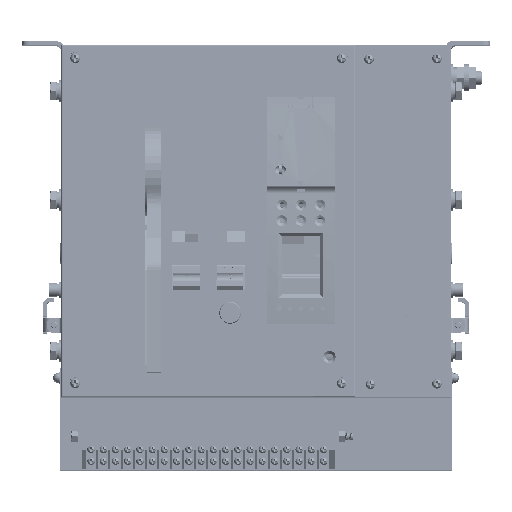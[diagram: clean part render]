
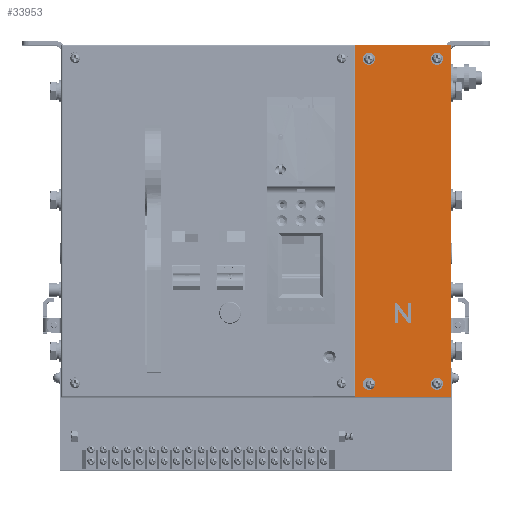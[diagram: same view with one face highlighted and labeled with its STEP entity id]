
A CAD part, left-side view. The second image highlights one B-rep face of the part: STEP entity #33953.
In plain terms, the highlighted planar face has unit normal (-1, 0, 0.005).
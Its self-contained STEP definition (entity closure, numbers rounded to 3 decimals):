
#2792=DIRECTION('',(-0.005,0.,-1.));
#2793=VECTOR('',#2792,259.);
#2794=CARTESIAN_POINT('',(-178.825,35.5,0.874));
#2795=LINE('',#2794,#2793);
#2804=DIRECTION('',(0.,-1.,0.));
#2805=VECTOR('',#2804,70.);
#2806=CARTESIAN_POINT('',(-178.825,35.5,0.874));
#2807=LINE('',#2806,#2805);
#2808=DIRECTION('',(-0.005,0.,-1.));
#2809=VECTOR('',#2808,259.);
#2810=CARTESIAN_POINT('',(-178.825,-34.5,0.874));
#2811=LINE('',#2810,#2809);
#2812=DIRECTION('',(0.,1.,0.));
#2813=VECTOR('',#2812,70.);
#2814=CARTESIAN_POINT('',(-180.179,-34.5,-258.123));
#2815=LINE('',#2814,#2813);
#2816=CARTESIAN_POINT('',(-180.127,-24.5,-248.123));
#2817=DIRECTION('',(-1.,0.,0.005));
#2818=DIRECTION('',(0.005,0.,1.));
#2819=AXIS2_PLACEMENT_3D('',#2816,#2817,#2818);
#2821=CARTESIAN_POINT('',(-180.127,-24.5,-248.123));
#2822=DIRECTION('',(-1.,0.,0.005));
#2823=DIRECTION('',(-0.005,0.,-1.));
#2824=AXIS2_PLACEMENT_3D('',#2821,#2822,#2823);
#2826=CARTESIAN_POINT('',(-178.877,-24.5,-9.126));
#2827=DIRECTION('',(-1.,0.,0.005));
#2828=DIRECTION('',(0.005,0.,1.));
#2829=AXIS2_PLACEMENT_3D('',#2826,#2827,#2828);
#2831=CARTESIAN_POINT('',(-178.877,-24.5,-9.126));
#2832=DIRECTION('',(-1.,0.,0.005));
#2833=DIRECTION('',(-0.005,0.,-1.));
#2834=AXIS2_PLACEMENT_3D('',#2831,#2832,#2833);
#2836=CARTESIAN_POINT('',(-178.877,25.5,-9.126));
#2837=DIRECTION('',(-1.,0.,0.005));
#2838=DIRECTION('',(0.005,0.,1.));
#2839=AXIS2_PLACEMENT_3D('',#2836,#2837,#2838);
#2841=CARTESIAN_POINT('',(-178.877,25.5,-9.126));
#2842=DIRECTION('',(-1.,0.,0.005));
#2843=DIRECTION('',(-0.005,0.,-1.));
#2844=AXIS2_PLACEMENT_3D('',#2841,#2842,#2843);
#2846=DIRECTION('',(0.,-1.,0.));
#2847=VECTOR('',#2846,2.33);
#2848=CARTESIAN_POINT('',(-179.891,6.5,-203.024));
#2849=LINE('',#2848,#2847);
#2850=DIRECTION('',(0.005,0.,1.));
#2851=VECTOR('',#2850,9.505);
#2852=CARTESIAN_POINT('',(-179.891,4.17,-203.024));
#2853=LINE('',#2852,#2851);
#2854=DIRECTION('',(-0.004,-0.611,-0.791));
#2855=VECTOR('',#2854,12.01);
#2856=CARTESIAN_POINT('',(-179.842,4.17,
-193.518));
#2857=LINE('',#2856,#2855);
#2858=DIRECTION('',(0.,-1.,0.));
#2859=VECTOR('',#2858,2.33);
#2860=CARTESIAN_POINT('',(-179.891,-3.17,
-203.024));
#2861=LINE('',#2860,#2859);
#2862=DIRECTION('',(0.005,0.,1.));
#2863=VECTOR('',#2862,14.4);
#2864=CARTESIAN_POINT('',(-179.891,-5.5,-203.024));
#2865=LINE('',#2864,#2863);
#2866=DIRECTION('',(0.,1.,0.));
#2867=VECTOR('',#2866,2.33);
#2868=CARTESIAN_POINT('',(-179.816,-5.5,-188.624));
#2869=LINE('',#2868,#2867);
#2870=DIRECTION('',(-0.005,0.,-1.));
#2871=VECTOR('',#2870,10.588);
#2872=CARTESIAN_POINT('',(-179.816,-3.17,-188.624));
#2873=LINE('',#2872,#2871);
#2874=DIRECTION('',(0.004,0.611,0.791));
#2875=VECTOR('',#2874,13.377);
#2876=CARTESIAN_POINT('',(-179.871,-3.17,
-199.211));
#2877=LINE('',#2876,#2875);
#2878=DIRECTION('',(0.,1.,0.));
#2879=VECTOR('',#2878,1.494);
#2880=CARTESIAN_POINT('',(-179.816,5.006,
-188.624));
#2881=LINE('',#2880,#2879);
#2882=DIRECTION('',(-0.005,0.,-1.));
#2883=VECTOR('',#2882,14.4);
#2884=CARTESIAN_POINT('',(-179.816,6.5,-188.624));
#2885=LINE('',#2884,#2883);
#2886=CARTESIAN_POINT('',(-180.127,25.5,-248.123));
#2887=DIRECTION('',(-1.,0.,0.005));
#2888=DIRECTION('',(0.005,0.,1.));
#2889=AXIS2_PLACEMENT_3D('',#2886,#2887,#2888);
#2891=CARTESIAN_POINT('',(-180.127,25.5,-248.123));
#2892=DIRECTION('',(-1.,0.,0.005));
#2893=DIRECTION('',(-0.005,0.,-1.));
#2894=AXIS2_PLACEMENT_3D('',#2891,#2892,#2893);
#26704=CARTESIAN_POINT('',(-178.825,35.5,0.874));
#26705=CARTESIAN_POINT('',(-180.179,35.5,
-258.123));
#26706=VERTEX_POINT('',#26704);
#26707=VERTEX_POINT('',#26705);
#26708=CARTESIAN_POINT('',(-178.825,-34.5,0.874));
#26709=VERTEX_POINT('',#26708);
#26710=CARTESIAN_POINT('',(-180.179,-34.5,-258.123));
#26711=VERTEX_POINT('',#26710);
#26712=CARTESIAN_POINT('',(-180.104,-24.5,-243.623));
#26713=CARTESIAN_POINT('',(-180.151,-24.5,-252.623));
#26714=VERTEX_POINT('',#26712);
#26715=VERTEX_POINT('',#26713);
#26716=CARTESIAN_POINT('',(-178.853,-24.5,-4.626));
#26717=CARTESIAN_POINT('',(-178.9,-24.5,-13.626));
#26718=VERTEX_POINT('',#26716);
#26719=VERTEX_POINT('',#26717);
#26720=CARTESIAN_POINT('',(-178.853,25.5,-4.626));
#26721=CARTESIAN_POINT('',(-178.9,25.5,-13.626));
#26722=VERTEX_POINT('',#26720);
#26723=VERTEX_POINT('',#26721);
#26724=CARTESIAN_POINT('',(-179.891,6.5,-203.024));
#26725=CARTESIAN_POINT('',(-179.891,4.17,-203.024));
#26726=VERTEX_POINT('',#26724);
#26727=VERTEX_POINT('',#26725);
#26728=CARTESIAN_POINT('',(-179.842,4.17,
-193.518));
#26729=VERTEX_POINT('',#26728);
#26730=CARTESIAN_POINT('',(-179.891,-3.17,
-203.024));
#26731=VERTEX_POINT('',#26730);
#26732=CARTESIAN_POINT('',(-179.891,-5.5,-203.024));
#26733=VERTEX_POINT('',#26732);
#26734=CARTESIAN_POINT('',(-179.816,-5.5,-188.624));
#26735=VERTEX_POINT('',#26734);
#26736=CARTESIAN_POINT('',(-179.816,-3.17,-188.624));
#26737=VERTEX_POINT('',#26736);
#26738=CARTESIAN_POINT('',(-179.871,-3.17,
-199.211));
#26739=VERTEX_POINT('',#26738);
#26740=CARTESIAN_POINT('',(-179.816,5.006,
-188.624));
#26741=VERTEX_POINT('',#26740);
#26742=CARTESIAN_POINT('',(-179.816,6.5,-188.624));
#26743=VERTEX_POINT('',#26742);
#26744=CARTESIAN_POINT('',(-180.104,25.5,-243.623));
#26745=CARTESIAN_POINT('',(-180.151,25.5,-252.623));
#26746=VERTEX_POINT('',#26744);
#26747=VERTEX_POINT('',#26745);
#33893=CARTESIAN_POINT('',(-179.502,0.5,-128.625));
#33894=DIRECTION('',(1.,0.,-0.005));
#33895=DIRECTION('',(0.,1.,0.));
#33896=AXIS2_PLACEMENT_3D('',#33893,#33894,#33895);
#33897=PLANE('',#33896);
#33899=ORIENTED_EDGE('',*,*,#33898,.T.);
#33901=ORIENTED_EDGE('',*,*,#33900,.T.);
#33903=ORIENTED_EDGE('',*,*,#33902,.T.);
#33904=ORIENTED_EDGE('',*,*,#33883,.F.);
#33905=EDGE_LOOP('',(#33899,#33901,#33903,#33904));
#33906=FACE_OUTER_BOUND('',#33905,.F.);
#33908=ORIENTED_EDGE('',*,*,#33907,.T.);
#33910=ORIENTED_EDGE('',*,*,#33909,.T.);
#33911=EDGE_LOOP('',(#33908,#33910));
#33912=FACE_BOUND('',#33911,.F.);
#33914=ORIENTED_EDGE('',*,*,#33913,.T.);
#33916=ORIENTED_EDGE('',*,*,#33915,.T.);
#33917=EDGE_LOOP('',(#33914,#33916));
#33918=FACE_BOUND('',#33917,.F.);
#33920=ORIENTED_EDGE('',*,*,#33919,.T.);
#33922=ORIENTED_EDGE('',*,*,#33921,.T.);
#33923=EDGE_LOOP('',(#33920,#33922));
#33924=FACE_BOUND('',#33923,.F.);
#33926=ORIENTED_EDGE('',*,*,#33925,.T.);
#33928=ORIENTED_EDGE('',*,*,#33927,.T.);
#33930=ORIENTED_EDGE('',*,*,#33929,.T.);
#33932=ORIENTED_EDGE('',*,*,#33931,.T.);
#33934=ORIENTED_EDGE('',*,*,#33933,.T.);
#33936=ORIENTED_EDGE('',*,*,#33935,.T.);
#33938=ORIENTED_EDGE('',*,*,#33937,.T.);
#33940=ORIENTED_EDGE('',*,*,#33939,.T.);
#33942=ORIENTED_EDGE('',*,*,#33941,.T.);
#33944=ORIENTED_EDGE('',*,*,#33943,.T.);
#33945=EDGE_LOOP('',(#33926,#33928,#33930,#33932,#33934,#33936,#33938,#33940,
#33942,#33944));
#33946=FACE_BOUND('',#33945,.F.);
#33948=ORIENTED_EDGE('',*,*,#33947,.T.);
#33950=ORIENTED_EDGE('',*,*,#33949,.T.);
#33951=EDGE_LOOP('',(#33948,#33950));
#33952=FACE_BOUND('',#33951,.F.);
#33953=ADVANCED_FACE('',(#33906,#33912,#33918,#33924,#33946,#33952),#33897,.F.);
#2820=CIRCLE('',#2819,4.5);
#2825=CIRCLE('',#2824,4.5);
#2830=CIRCLE('',#2829,4.5);
#2835=CIRCLE('',#2834,4.5);
#2840=CIRCLE('',#2839,4.5);
#2845=CIRCLE('',#2844,4.5);
#2890=CIRCLE('',#2889,4.5);
#2895=CIRCLE('',#2894,4.5);
#33883=EDGE_CURVE('',#26706,#26707,#2795,.T.);
#33898=EDGE_CURVE('',#26706,#26709,#2807,.T.);
#33900=EDGE_CURVE('',#26709,#26711,#2811,.T.);
#33902=EDGE_CURVE('',#26711,#26707,#2815,.T.);
#33907=EDGE_CURVE('',#26714,#26715,#2820,.T.);
#33909=EDGE_CURVE('',#26715,#26714,#2825,.T.);
#33913=EDGE_CURVE('',#26718,#26719,#2830,.T.);
#33915=EDGE_CURVE('',#26719,#26718,#2835,.T.);
#33919=EDGE_CURVE('',#26722,#26723,#2840,.T.);
#33921=EDGE_CURVE('',#26723,#26722,#2845,.T.);
#33925=EDGE_CURVE('',#26726,#26727,#2849,.T.);
#33927=EDGE_CURVE('',#26727,#26729,#2853,.T.);
#33929=EDGE_CURVE('',#26729,#26731,#2857,.T.);
#33931=EDGE_CURVE('',#26731,#26733,#2861,.T.);
#33933=EDGE_CURVE('',#26733,#26735,#2865,.T.);
#33935=EDGE_CURVE('',#26735,#26737,#2869,.T.);
#33937=EDGE_CURVE('',#26737,#26739,#2873,.T.);
#33939=EDGE_CURVE('',#26739,#26741,#2877,.T.);
#33941=EDGE_CURVE('',#26741,#26743,#2881,.T.);
#33943=EDGE_CURVE('',#26743,#26726,#2885,.T.);
#33947=EDGE_CURVE('',#26746,#26747,#2890,.T.);
#33949=EDGE_CURVE('',#26747,#26746,#2895,.T.);
